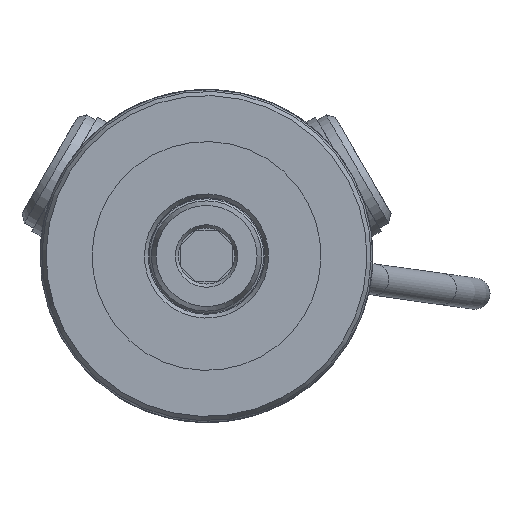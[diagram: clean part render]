
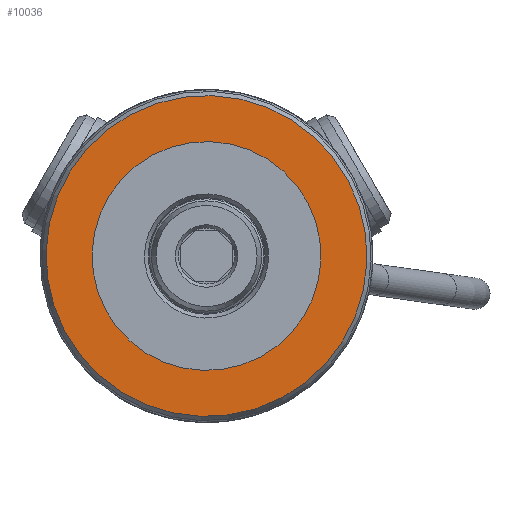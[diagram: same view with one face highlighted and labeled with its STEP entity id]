
A CAD part, left-side view. The second image highlights one B-rep face of the part: STEP entity #10036.
In plain terms, the highlighted planar face has unit normal (-1, 0, 0).
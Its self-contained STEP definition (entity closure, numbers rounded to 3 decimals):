
#2215=FACE_BOUND('',#3292,.T.);
#2670=FACE_OUTER_BOUND('',#3291,.T.);
#3291=EDGE_LOOP('',(#8655));
#3292=EDGE_LOOP('',(#8656,#8657));
#3773=CIRCLE('',#10930,23.134);
#3774=CIRCLE('',#10932,16.5);
#3775=CIRCLE('',#10933,16.5);
#4698=VERTEX_POINT('',#22049);
#4699=VERTEX_POINT('',#22053);
#4700=VERTEX_POINT('',#22054);
#6079=EDGE_CURVE('',#4698,#4698,#3773,.T.);
#6080=EDGE_CURVE('',#4699,#4700,#3774,.T.);
#6081=EDGE_CURVE('',#4700,#4699,#3775,.T.);
#8655=ORIENTED_EDGE('',*,*,#6079,.F.);
#8656=ORIENTED_EDGE('',*,*,#6080,.T.);
#8657=ORIENTED_EDGE('',*,*,#6081,.T.);
#9521=PLANE('',#10931);
#10036=ADVANCED_FACE('',(#2670,#2215),#9521,.T.);
#10930=AXIS2_PLACEMENT_3D('',#22051,#13076,#13077);
#10931=AXIS2_PLACEMENT_3D('',#22052,#13078,#13079);
#10932=AXIS2_PLACEMENT_3D('',#22055,#13080,#13081);
#10933=AXIS2_PLACEMENT_3D('',#22056,#13082,#13083);
#13076=DIRECTION('center_axis',(1.,0.,0.));
#13077=DIRECTION('ref_axis',(0.,0.788,-0.616));
#13078=DIRECTION('center_axis',(-1.,0.,0.));
#13079=DIRECTION('ref_axis',(0.,-0.616,-0.788));
#13080=DIRECTION('center_axis',(1.,0.,0.));
#13081=DIRECTION('ref_axis',(0.,-0.616,-0.788));
#13082=DIRECTION('center_axis',(1.,0.,0.));
#13083=DIRECTION('ref_axis',(0.,-0.616,-0.788));
#22049=CARTESIAN_POINT('',(19.49,-18.23,14.243));
#22051=CARTESIAN_POINT('Origin',(19.49,0.,0.));
#22052=CARTESIAN_POINT('Origin',(19.49,-9.456,7.388));
#22053=CARTESIAN_POINT('',(19.49,-10.158,-13.002));
#22054=CARTESIAN_POINT('',(19.49,10.158,13.002));
#22055=CARTESIAN_POINT('Origin',(19.49,0.,0.));
#22056=CARTESIAN_POINT('Origin',(19.49,0.,0.));
